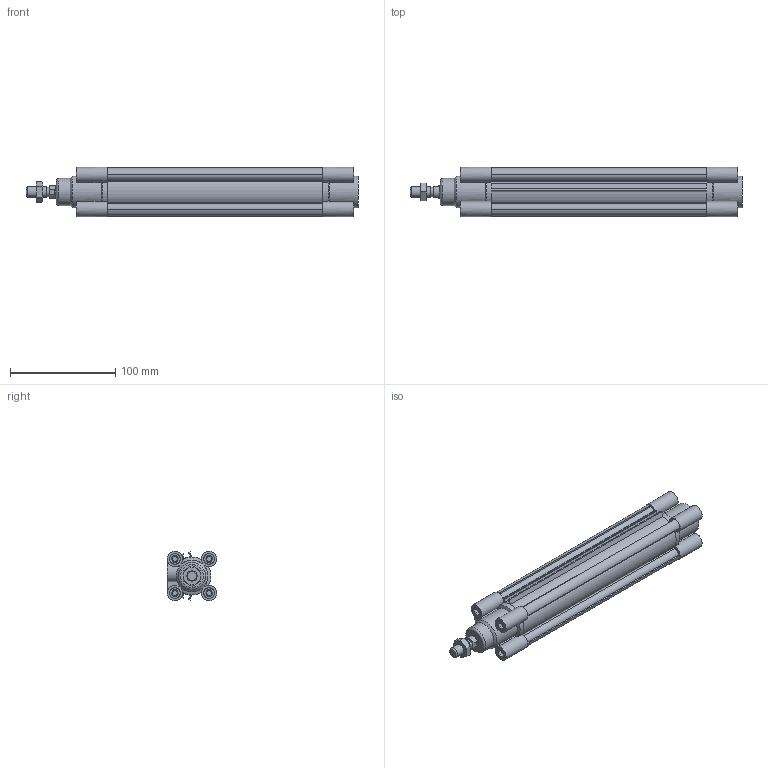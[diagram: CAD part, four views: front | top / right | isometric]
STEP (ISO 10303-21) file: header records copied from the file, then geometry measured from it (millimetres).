
FILE_DESCRIPTION(/* description */ ('STEP AP214'),/* implementation_level */ '2;1');
FILE_NAME(/* name */ '1390.32.170.01(00)',/* time_stamp */ '2022-09-09T21:27:23+02:00',/* author */ ('License CC BY-ND 4.0'),/* organization */ ('CADENAS'),/* preprocessor_version */ 'ST-DEVELOPER v18.102',/* originating_system */ 'PARTsolutions',/* authorisation */ ' ');
FILE_SCHEMA (('AUTOMOTIVE_DESIGN {1 0 10303 214 3 1 1}'));
Length unit declared in the file: millimetre
Products named in the file (6): 1390.32.170.01(00); 1320.32.18F; 321700_piston; 32-right_head; 321700CI158; 32_left_head
Assembly tree (5 placements, depth 2):
  1390.32.170.01(00)
    1320.32.18F
    321700_piston
    32-right_head
    321700CI158
    32_left_head
Bounding box: 316 x 47 x 47 mm (x, y, z)
Volume: 266024.3 mm3; surface area: 141901 mm2
Topology: 5 solids, 5 shells, 358 faces, 860 edges, 544 vertices
Faces by surface type: plane 232, cylinder 91, cone 34, torus 1
Full cylindrical faces by diameter (mm): 4.917 x8, 5.6 x4, 8 x2, 8.566 x2, 8.647 x1, 8.8 x1, 10 x9, 10.5 x8, 11.5 x1, 12 x2, 26 x1, 30 x2, 32 x4
Entity records: 10247 total; most frequent: CARTESIAN_POINT 1884, DIRECTION 1736, ORIENTED_EDGE 1590, EDGE_CURVE 795, AXIS2_PLACEMENT_3D 631, VERTEX_POINT 541, LINE 474, VECTOR 474
